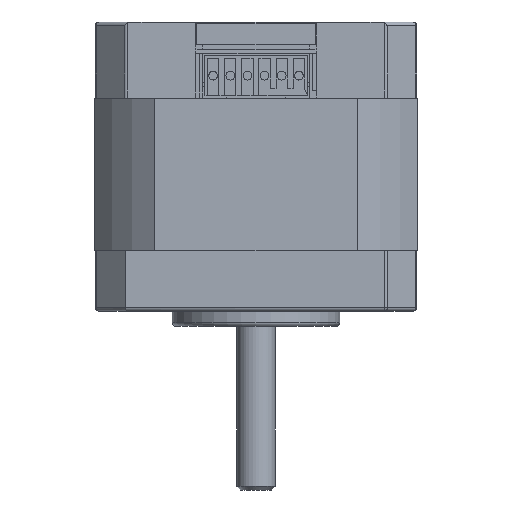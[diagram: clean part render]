
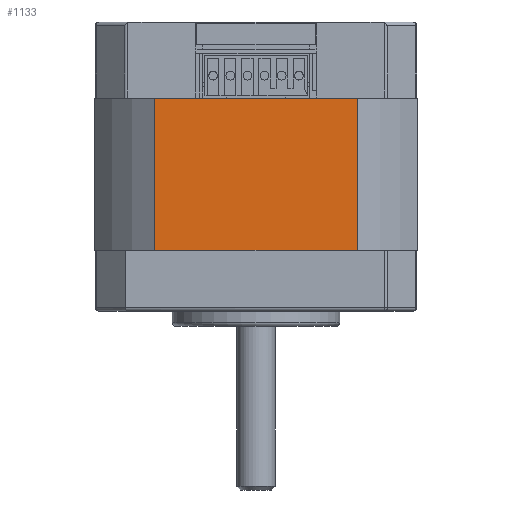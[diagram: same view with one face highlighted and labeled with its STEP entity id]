
A CAD part, front view. The second image highlights one B-rep face of the part: STEP entity #1133.
In plain terms, the highlighted planar face has unit normal (0, -1, 0).
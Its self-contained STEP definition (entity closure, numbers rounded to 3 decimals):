
#29 = CARTESIAN_POINT ( 'NONE',  ( 0., -21.16, 28. ) ) ;
#84 = DIRECTION ( 'NONE',  ( -1., 0., 0. ) ) ;
#310 = ORIENTED_EDGE ( 'NONE', *, *, #13077, .T. ) ;
#527 = EDGE_CURVE ( 'NONE', #6642, #4870, #7031, .T. ) ;
#642 = CARTESIAN_POINT ( 'NONE',  ( -7.44, -21.16, 28. ) ) ;
#744 = EDGE_CURVE ( 'NONE', #7547, #2201, #8705, .T. ) ;
#749 = ORIENTED_EDGE ( 'NONE', *, *, #8147, .T. ) ;
#877 = CARTESIAN_POINT ( 'NONE',  ( 13.314, -21.16, 28. ) ) ;
#1133 = ADVANCED_FACE ( 'NONE', ( #3130 ), #8210, .F. ) ;
#1325 = ORIENTED_EDGE ( 'NONE', *, *, #1389, .T. ) ;
#1389 = EDGE_CURVE ( 'NONE', #9659, #9501, #5488, .T. ) ;
#1595 = CARTESIAN_POINT ( 'NONE',  ( 13.314, -21.16, -51.85 ) ) ;
#1993 = DIRECTION ( 'NONE',  ( -1., 0., 0. ) ) ;
#2027 = VECTOR ( 'NONE', #5671, 1000. ) ;
#2201 = VERTEX_POINT ( 'NONE', #642 ) ;
#2343 = VERTEX_POINT ( 'NONE', #877 ) ;
#2659 = VECTOR ( 'NONE', #5308, 1000. ) ;
#2936 = DIRECTION ( 'NONE',  ( 0., 0., 1. ) ) ;
#3057 = EDGE_CURVE ( 'NONE', #4870, #2201, #8875, .T. ) ;
#3091 = LINE ( 'NONE', #5244, #3602 ) ;
#3130 = FACE_OUTER_BOUND ( 'NONE', #11016, .T. ) ;
#3336 = CARTESIAN_POINT ( 'NONE',  ( -6.427, -21.16, 28. ) ) ;
#3351 = CARTESIAN_POINT ( 'NONE',  ( 0., -21.16, 28. ) ) ;
#3355 = CARTESIAN_POINT ( 'NONE',  ( 7., -21.16, 28. ) ) ;
#3375 = DIRECTION ( 'NONE',  ( -1., 0., 0. ) ) ;
#3425 = ORIENTED_EDGE ( 'NONE', *, *, #744, .F. ) ;
#3602 = VECTOR ( 'NONE', #1993, 1000. ) ;
#4012 = ORIENTED_EDGE ( 'NONE', *, *, #4256, .F. ) ;
#4164 = EDGE_CURVE ( 'NONE', #7636, #12904, #8430, .T. ) ;
#4256 = EDGE_CURVE ( 'NONE', #9659, #12999, #12650, .T. ) ;
#4354 = CARTESIAN_POINT ( 'NONE',  ( -8., -21.16, 28. ) ) ;
#4402 = VERTEX_POINT ( 'NONE', #8276 ) ;
#4457 = VECTOR ( 'NONE', #5790, 1000. ) ;
#4611 = CARTESIAN_POINT ( 'NONE',  ( -13.314, -21.16, -51.85 ) ) ;
#4870 = VERTEX_POINT ( 'NONE', #12253 ) ;
#5196 = CARTESIAN_POINT ( 'NONE',  ( 0., -21.16, 8. ) ) ;
#5244 = CARTESIAN_POINT ( 'NONE',  ( 0., -21.16, 28. ) ) ;
#5308 = DIRECTION ( 'NONE',  ( 1., 0., 0. ) ) ;
#5327 = VECTOR ( 'NONE', #12325, 1000. ) ;
#5457 = ORIENTED_EDGE ( 'NONE', *, *, #13242, .T. ) ;
#5464 = DIRECTION ( 'NONE',  ( -1., 0., 0. ) ) ;
#5488 = LINE ( 'NONE', #5196, #10885 ) ;
#5561 = VECTOR ( 'NONE', #6658, 1000. ) ;
#5671 = DIRECTION ( 'NONE',  ( 0., 0., 1. ) ) ;
#5673 = CARTESIAN_POINT ( 'NONE',  ( 0., -21.16, 28. ) ) ;
#5688 = CARTESIAN_POINT ( 'NONE',  ( 0., -21.16, 28. ) ) ;
#5713 = ORIENTED_EDGE ( 'NONE', *, *, #527, .T. ) ;
#5790 = DIRECTION ( 'NONE',  ( -1., 0., 0. ) ) ;
#5834 = ORIENTED_EDGE ( 'NONE', *, *, #3057, .T. ) ;
#5930 = AXIS2_PLACEMENT_3D ( 'NONE', #8400, #6208, #2936 ) ;
#6104 = ORIENTED_EDGE ( 'NONE', *, *, #13349, .T. ) ;
#6208 = DIRECTION ( 'NONE',  ( 0., 1., 0. ) ) ;
#6642 = VERTEX_POINT ( 'NONE', #3336 ) ;
#6658 = DIRECTION ( 'NONE',  ( -1., 0., 0. ) ) ;
#6761 = CARTESIAN_POINT ( 'NONE',  ( 0., -21.16, 28. ) ) ;
#6843 = ORIENTED_EDGE ( 'NONE', *, *, #12318, .T. ) ;
#6907 = ORIENTED_EDGE ( 'NONE', *, *, #10526, .T. ) ;
#7031 = LINE ( 'NONE', #13962, #9394 ) ;
#7290 = CARTESIAN_POINT ( 'NONE',  ( 0., -21.16, 28. ) ) ;
#7312 = CARTESIAN_POINT ( 'NONE',  ( -13.314, -21.16, 8. ) ) ;
#7547 = VERTEX_POINT ( 'NONE', #4354 ) ;
#7636 = VERTEX_POINT ( 'NONE', #3355 ) ;
#7872 = CARTESIAN_POINT ( 'NONE',  ( -13.314, -21.16, 28. ) ) ;
#7924 = CARTESIAN_POINT ( 'NONE',  ( 0., -21.16, 28. ) ) ;
#8147 = EDGE_CURVE ( 'NONE', #2343, #7636, #9763, .T. ) ;
#8150 = LINE ( 'NONE', #7924, #4457 ) ;
#8210 = PLANE ( 'NONE',  #5930 ) ;
#8233 = DIRECTION ( 'NONE',  ( 0., 0., 1. ) ) ;
#8276 = CARTESIAN_POINT ( 'NONE',  ( 5.324, -21.16, 28. ) ) ;
#8400 = CARTESIAN_POINT ( 'NONE',  ( 0., -21.16, -51.85 ) ) ;
#8430 = LINE ( 'NONE', #6761, #5561 ) ;
#8705 = LINE ( 'NONE', #7290, #2659 ) ;
#8866 = ORIENTED_EDGE ( 'NONE', *, *, #4164, .T. ) ;
#8875 = LINE ( 'NONE', #5688, #9214 ) ;
#9131 = VECTOR ( 'NONE', #84, 1000. ) ;
#9214 = VECTOR ( 'NONE', #9908, 1000. ) ;
#9394 = VECTOR ( 'NONE', #3375, 1000. ) ;
#9501 = VERTEX_POINT ( 'NONE', #13391 ) ;
#9659 = VERTEX_POINT ( 'NONE', #7312 ) ;
#9763 = LINE ( 'NONE', #29, #11268 ) ;
#9801 = VECTOR ( 'NONE', #8233, 1000. ) ;
#9908 = DIRECTION ( 'NONE',  ( -1., 0., 0. ) ) ;
#10526 = EDGE_CURVE ( 'NONE', #9501, #2343, #12832, .T. ) ;
#10673 = CARTESIAN_POINT ( 'NONE',  ( -5.324, -21.16, 28. ) ) ;
#10885 = VECTOR ( 'NONE', #11863, 1000. ) ;
#10886 = VERTEX_POINT ( 'NONE', #10673 ) ;
#11016 = EDGE_LOOP ( 'NONE', ( #4012, #1325, #6907, #749, #8866, #5457, #310, #6104, #5713, #5834, #3425, #6843 ) ) ;
#11046 = CARTESIAN_POINT ( 'NONE',  ( 6.427, -21.16, 28. ) ) ;
#11268 = VECTOR ( 'NONE', #5464, 1000. ) ;
#11863 = DIRECTION ( 'NONE',  ( 1., 0., 0. ) ) ;
#12253 = CARTESIAN_POINT ( 'NONE',  ( -6.982, -21.16, 28. ) ) ;
#12318 = EDGE_CURVE ( 'NONE', #7547, #12999, #13918, .T. ) ;
#12325 = DIRECTION ( 'NONE',  ( -1., 0., 0. ) ) ;
#12650 = LINE ( 'NONE', #4611, #2027 ) ;
#12832 = LINE ( 'NONE', #1595, #9801 ) ;
#12904 = VERTEX_POINT ( 'NONE', #11046 ) ;
#12999 = VERTEX_POINT ( 'NONE', #7872 ) ;
#13020 = LINE ( 'NONE', #3351, #9131 ) ;
#13077 = EDGE_CURVE ( 'NONE', #4402, #10886, #8150, .T. ) ;
#13242 = EDGE_CURVE ( 'NONE', #12904, #4402, #3091, .T. ) ;
#13349 = EDGE_CURVE ( 'NONE', #10886, #6642, #13020, .T. ) ;
#13391 = CARTESIAN_POINT ( 'NONE',  ( 13.314, -21.16, 8. ) ) ;
#13918 = LINE ( 'NONE', #5673, #5327 ) ;
#13962 = CARTESIAN_POINT ( 'NONE',  ( 0., -21.16, 28. ) ) ;
